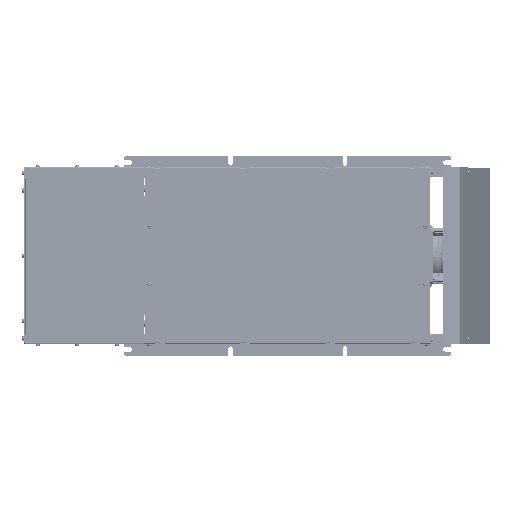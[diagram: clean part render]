
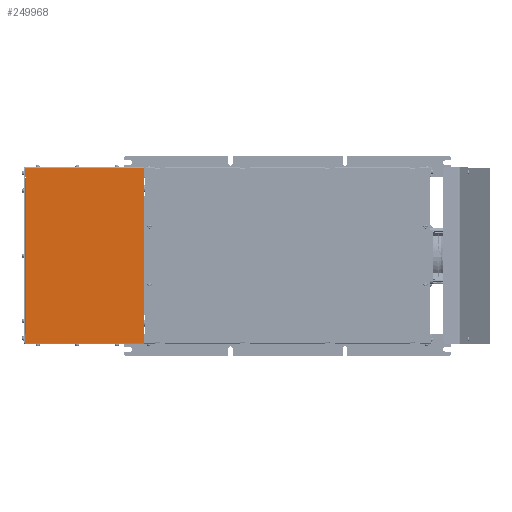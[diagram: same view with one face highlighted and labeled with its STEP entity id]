
A CAD part, top view. The second image highlights one B-rep face of the part: STEP entity #249968.
In plain terms, the highlighted planar face has unit normal (-0.001, 0.001, 1).
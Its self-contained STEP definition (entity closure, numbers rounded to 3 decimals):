
#7960=PLANE('',#264683);
#16457=FACE_OUTER_BOUND('',#29859,.T.);
#29859=EDGE_LOOP('',(#165970,#165971,#165972,#165973,#165974,#165975,#165976,
#165977,#165978,#165979,#165980,#165981));
#45119=LINE('',#356543,#68779);
#45131=LINE('',#356575,#68791);
#45134=LINE('',#356582,#68794);
#45138=LINE('',#356589,#68798);
#45140=LINE('',#356593,#68800);
#45141=LINE('',#356595,#68801);
#45142=LINE('',#356597,#68802);
#45143=LINE('',#356599,#68803);
#45144=LINE('',#356601,#68804);
#45145=LINE('',#356603,#68805);
#45146=LINE('',#356605,#68806);
#45147=LINE('',#356606,#68807);
#68779=VECTOR('',#289694,10.);
#68791=VECTOR('',#289730,10.);
#68794=VECTOR('',#289735,10.);
#68798=VECTOR('',#289741,10.);
#68800=VECTOR('',#289745,10.);
#68801=VECTOR('',#289746,10.);
#68802=VECTOR('',#289747,10.);
#68803=VECTOR('',#289748,10.);
#68804=VECTOR('',#289749,10.);
#68805=VECTOR('',#289750,10.);
#68806=VECTOR('',#289751,10.);
#68807=VECTOR('',#289752,10.);
#102131=VERTEX_POINT('',#356540);
#102132=VERTEX_POINT('',#356542);
#102140=VERTEX_POINT('',#356574);
#102142=VERTEX_POINT('',#356580);
#102143=VERTEX_POINT('',#356581);
#102146=VERTEX_POINT('',#356592);
#102147=VERTEX_POINT('',#356594);
#102148=VERTEX_POINT('',#356596);
#102149=VERTEX_POINT('',#356598);
#102150=VERTEX_POINT('',#356600);
#102151=VERTEX_POINT('',#356602);
#102152=VERTEX_POINT('',#356604);
#126959=EDGE_CURVE('',#102132,#102131,#45119,.T.);
#126975=EDGE_CURVE('',#102140,#102132,#45131,.T.);
#126978=EDGE_CURVE('',#102142,#102143,#45134,.T.);
#126982=EDGE_CURVE('',#102143,#102140,#45138,.T.);
#126984=EDGE_CURVE('',#102131,#102146,#45140,.T.);
#126985=EDGE_CURVE('',#102146,#102147,#45141,.T.);
#126986=EDGE_CURVE('',#102147,#102148,#45142,.T.);
#126987=EDGE_CURVE('',#102149,#102148,#45143,.T.);
#126988=EDGE_CURVE('',#102149,#102150,#45144,.T.);
#126989=EDGE_CURVE('',#102151,#102150,#45145,.T.);
#126990=EDGE_CURVE('',#102151,#102152,#45146,.T.);
#126991=EDGE_CURVE('',#102142,#102152,#45147,.T.);
#165970=ORIENTED_EDGE('',*,*,#126978,.T.);
#165971=ORIENTED_EDGE('',*,*,#126982,.T.);
#165972=ORIENTED_EDGE('',*,*,#126975,.T.);
#165973=ORIENTED_EDGE('',*,*,#126959,.T.);
#165974=ORIENTED_EDGE('',*,*,#126984,.T.);
#165975=ORIENTED_EDGE('',*,*,#126985,.T.);
#165976=ORIENTED_EDGE('',*,*,#126986,.T.);
#165977=ORIENTED_EDGE('',*,*,#126987,.F.);
#165978=ORIENTED_EDGE('',*,*,#126988,.T.);
#165979=ORIENTED_EDGE('',*,*,#126989,.F.);
#165980=ORIENTED_EDGE('',*,*,#126990,.T.);
#165981=ORIENTED_EDGE('',*,*,#126991,.F.);
#249968=ADVANCED_FACE('',(#16457),#7960,.T.);
#264683=AXIS2_PLACEMENT_3D('',#356591,#289743,#289744);
#289694=DIRECTION('',(0.,-1.,0.001));
#289730=DIRECTION('',(-1.,0.,-0.001));
#289735=DIRECTION('',(1.,0.,0.001));
#289741=DIRECTION('',(0.,-1.,0.001));
#289743=DIRECTION('center_axis',(-0.001,0.001,
1.));
#289744=DIRECTION('ref_axis',(0.,-1.,0.001));
#289745=DIRECTION('',(1.,0.,0.001));
#289746=DIRECTION('',(0.,-1.,0.001));
#289747=DIRECTION('',(-1.,0.,-0.001));
#289748=DIRECTION('',(0.,1.,-0.001));
#289749=DIRECTION('',(1.,0.,0.001));
#289750=DIRECTION('',(0.,-1.,0.001));
#289751=DIRECTION('',(-1.,0.,-0.001));
#289752=DIRECTION('',(0.,1.,-0.001));
#356540=CARTESIAN_POINT('',(-550.177,-180.155,291.467));
#356542=CARTESIAN_POINT('',(-550.176,146.845,291.144));
#356543=CARTESIAN_POINT('',(-550.176,65.095,291.225));
#356574=CARTESIAN_POINT('',(-549.676,146.845,291.145));
#356575=CARTESIAN_POINT('',(-488.426,146.845,291.205));
#356580=CARTESIAN_POINT('',(-552.176,147.845,291.141));
#356581=CARTESIAN_POINT('',(-549.676,147.845,291.144));
#356582=CARTESIAN_POINT('',(-489.676,147.845,291.203));
#356589=CARTESIAN_POINT('',(-549.676,65.595,291.225));
#356591=CARTESIAN_POINT('Origin',(-427.176,-16.655,291.427));
#356592=CARTESIAN_POINT('',(-549.677,-180.155,291.468));
#356593=CARTESIAN_POINT('',(-489.677,-180.155,291.527));
#356594=CARTESIAN_POINT('',(-549.677,-181.155,291.468));
#356595=CARTESIAN_POINT('',(-549.676,-98.405,291.387));
#356596=CARTESIAN_POINT('',(-552.177,-181.155,291.466));
#356597=CARTESIAN_POINT('',(-488.427,-181.155,291.529));
#356598=CARTESIAN_POINT('',(-552.177,-200.655,291.485));
#356599=CARTESIAN_POINT('',(-552.176,169.345,291.12));
#356600=CARTESIAN_POINT('',(-302.177,-200.655,291.732));
#356601=CARTESIAN_POINT('',(-489.677,-200.655,291.547));
#356602=CARTESIAN_POINT('',(-302.176,167.345,291.369));
#356603=CARTESIAN_POINT('',(-302.177,-202.655,291.734));
#356604=CARTESIAN_POINT('',(-552.176,167.345,291.122));
#356605=CARTESIAN_POINT('',(-364.676,167.345,291.307));
#356606=CARTESIAN_POINT('',(-552.176,169.345,291.12));
